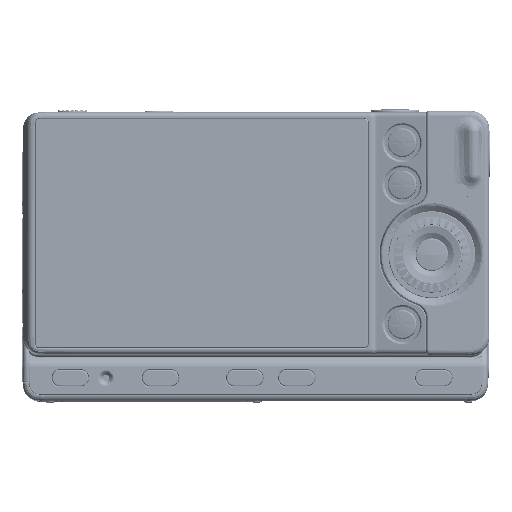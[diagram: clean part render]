
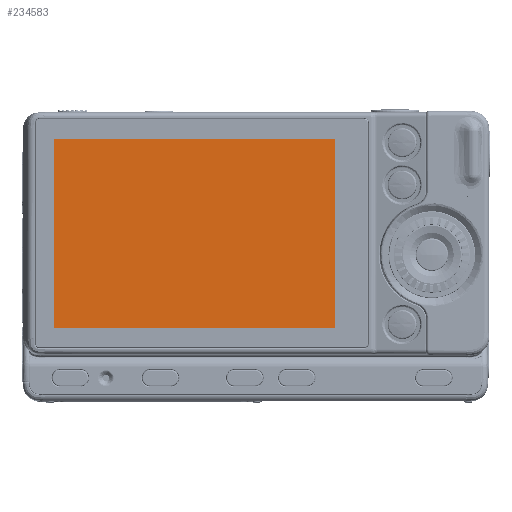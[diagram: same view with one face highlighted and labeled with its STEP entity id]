
A CAD part, top view. The second image highlights one B-rep face of the part: STEP entity #234583.
In plain terms, the highlighted planar face has unit normal (0, 0, 1).
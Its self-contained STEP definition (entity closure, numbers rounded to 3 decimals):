
#3411 = VERTEX_POINT ( 'NONE', #257183 ) ;
#45812 = EDGE_CURVE ( 'NONE', #98628, #126122, #81160, .T. ) ;
#52428 = DIRECTION ( 'NONE',  ( 1., 0., 0. ) ) ;
#55783 = LINE ( 'NONE', #389705, #288289 ) ;
#57782 = VERTEX_POINT ( 'NONE', #352154 ) ;
#62200 = VECTOR ( 'NONE', #52428, 1000. ) ;
#70537 = DIRECTION ( 'NONE',  ( 0., 0., 1. ) ) ;
#71487 = ORIENTED_EDGE ( 'NONE', *, *, #221256, .F. ) ;
#71832 = DIRECTION ( 'NONE',  ( 1., 0., 0. ) ) ;
#72489 = CARTESIAN_POINT ( 'NONE',  ( -37.1, 28.551, 22.8 ) ) ;
#76703 = AXIS2_PLACEMENT_3D ( 'NONE', #284009, #70537, #71832 ) ;
#81059 = FACE_OUTER_BOUND ( 'NONE', #299512, .T. ) ;
#81160 = LINE ( 'NONE', #72489, #62200 ) ;
#82182 = LINE ( 'NONE', #258071, #176955 ) ;
#98628 = VERTEX_POINT ( 'NONE', #366080 ) ;
#102311 = PLANE ( 'NONE',  #76703 ) ;
#126122 = VERTEX_POINT ( 'NONE', #208952 ) ;
#132895 = ORIENTED_EDGE ( 'NONE', *, *, #167192, .F. ) ;
#167192 = EDGE_CURVE ( 'NONE', #126122, #57782, #177235, .T. ) ;
#176955 = VECTOR ( 'NONE', #381241, 1000. ) ;
#177235 = LINE ( 'NONE', #200596, #357560 ) ;
#185325 = ORIENTED_EDGE ( 'NONE', *, *, #45812, .F. ) ;
#200596 = CARTESIAN_POINT ( 'NONE',  ( 33.961, -20.8, 22.8 ) ) ;
#208952 = CARTESIAN_POINT ( 'NONE',  ( 33.961, 28.551, 22.8 ) ) ;
#221256 = EDGE_CURVE ( 'NONE', #3411, #98628, #55783, .T. ) ;
#234583 = ADVANCED_FACE ( 'NONE', ( #81059 ), #102311, .T. ) ;
#257183 = CARTESIAN_POINT ( 'NONE',  ( -33.699, -16.849, 22.8 ) ) ;
#257461 = EDGE_CURVE ( 'NONE', #57782, #3411, #82182, .T. ) ;
#258071 = CARTESIAN_POINT ( 'NONE',  ( -37.1, -16.849, 22.8 ) ) ;
#282480 = ORIENTED_EDGE ( 'NONE', *, *, #257461, .F. ) ;
#284009 = CARTESIAN_POINT ( 'NONE',  ( -37.1, -20.8, 22.8 ) ) ;
#288289 = VECTOR ( 'NONE', #304787, 1000. ) ;
#299512 = EDGE_LOOP ( 'NONE', ( #71487, #282480, #132895, #185325 ) ) ;
#304787 = DIRECTION ( 'NONE',  ( 0., 1., 0. ) ) ;
#352154 = CARTESIAN_POINT ( 'NONE',  ( 33.961, -16.849, 22.8 ) ) ;
#357560 = VECTOR ( 'NONE', #379549, 1000. ) ;
#366080 = CARTESIAN_POINT ( 'NONE',  ( -33.699, 28.551, 22.8 ) ) ;
#379549 = DIRECTION ( 'NONE',  ( 0., -1., 0. ) ) ;
#381241 = DIRECTION ( 'NONE',  ( -1., 0., 0. ) ) ;
#389705 = CARTESIAN_POINT ( 'NONE',  ( -33.699, -20.8, 22.8 ) ) ;
